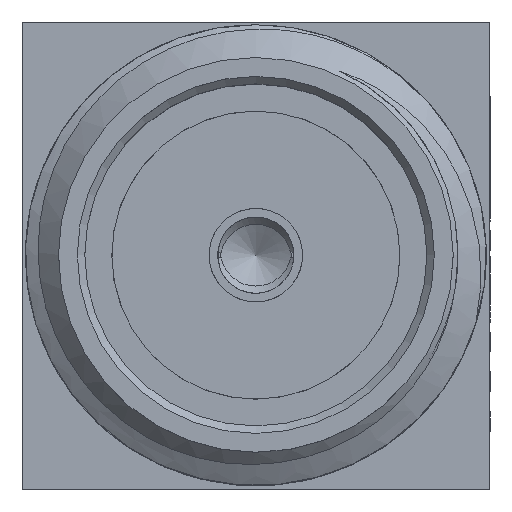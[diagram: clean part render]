
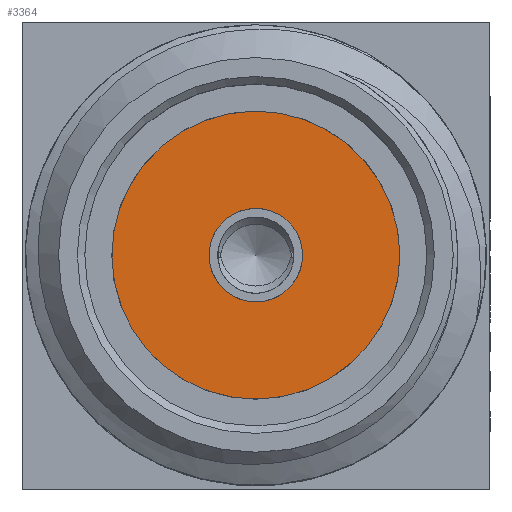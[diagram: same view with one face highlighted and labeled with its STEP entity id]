
A CAD part, top view. The second image highlights one B-rep face of the part: STEP entity #3364.
In plain terms, the highlighted face is planar.
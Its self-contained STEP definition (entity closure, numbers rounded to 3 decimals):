
#894=FACE_BOUND('',#1161,.T.);
#966=FACE_OUTER_BOUND('',#1160,.T.);
#1160=EDGE_LOOP('',(#2549));
#1161=EDGE_LOOP('',(#2550));
#1331=CIRCLE('',#3708,0.635);
#1335=CIRCLE('',#3713,1.956);
#1453=VERTEX_POINT('',#9068);
#1457=VERTEX_POINT('',#9078);
#1852=EDGE_CURVE('',#1453,#1453,#1331,.T.);
#1858=EDGE_CURVE('',#1457,#1457,#1335,.T.);
#2549=ORIENTED_EDGE('',*,*,#1858,.T.);
#2550=ORIENTED_EDGE('',*,*,#1852,.T.);
#3242=PLANE('',#3715);
#3364=ADVANCED_FACE('',(#966,#894),#3242,.F.);
#3708=AXIS2_PLACEMENT_3D('',#9069,#4134,#4135);
#3713=AXIS2_PLACEMENT_3D('',#9080,#4146,#4147);
#3715=AXIS2_PLACEMENT_3D('',#9082,#4150,#4151);
#4134=DIRECTION('center_axis',(-1.,0.,0.));
#4135=DIRECTION('ref_axis',(0.,0.,-1.));
#4146=DIRECTION('center_axis',(1.,0.,0.));
#4147=DIRECTION('ref_axis',(0.,0.,1.));
#4150=DIRECTION('center_axis',(-1.,0.,0.));
#4151=DIRECTION('ref_axis',(0.,0.,1.));
#9068=CARTESIAN_POINT('',(8.77,0.,-0.635));
#9069=CARTESIAN_POINT('Origin',(8.77,0.,0.));
#9078=CARTESIAN_POINT('',(8.77,0.,-1.956));
#9080=CARTESIAN_POINT('Origin',(8.77,0.,0.));
#9082=CARTESIAN_POINT('Origin',(8.77,1.358,0.));
